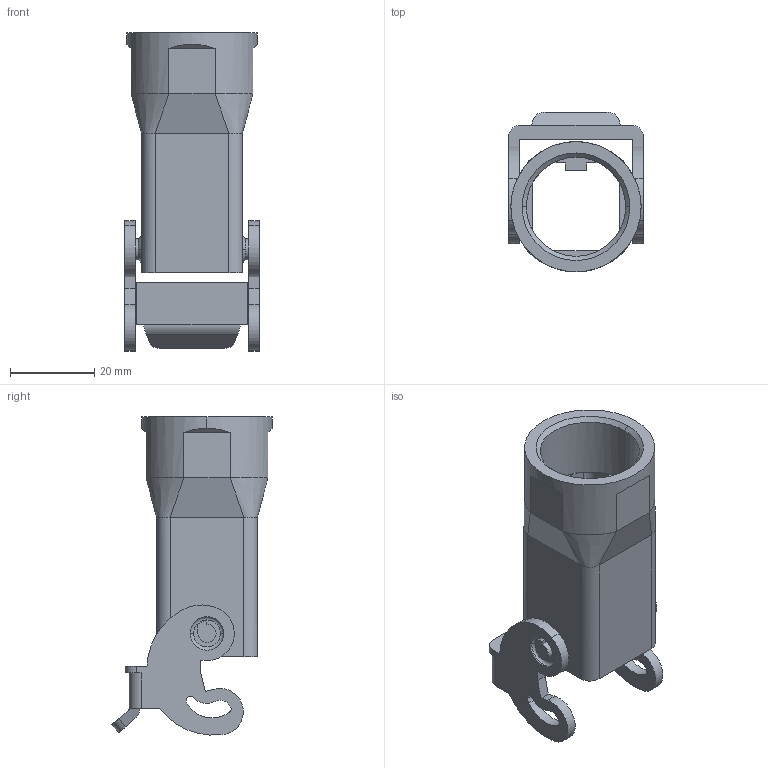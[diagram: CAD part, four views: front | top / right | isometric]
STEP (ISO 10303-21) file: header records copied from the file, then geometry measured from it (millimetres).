
FILE_DESCRIPTION(('Creo Elements/Direct Modeling STEP Export'),'2;1');
FILE_NAME('0ln7uvk5577psls2784','2020-10-14T15:39:37',(''),(''),'Creo Elements/Direct Modeling STEP processor for AP214 (Solid Model)','Creo Elements/Direct Modeling 20.1B 02-Apr-2019 (C) Parametric Technology GmbH','');
FILE_SCHEMA(('AUTOMOTIVE_DESIGN { 1 0 10303 214 1 1 1 1 }'));
Length unit declared in the file: millimetre
Products named in the file (3): MKH VG25; MKH VG25.stp
Assembly tree (2 placements, depth 3):
  MKH VG25.stp
    MKH VG25
      MKH VG25
Bounding box: 32 x 38.14 x 75.67 mm (x, y, z)
Volume: 13922.2 mm3; surface area: 14145.3 mm2
Topology: 1 solids, 1 shells, 144 faces, 393 edges, 257 vertices
Faces by surface type: plane 65, cylinder 62, cone 9, torus 4, bspline 4
Entity records: 4497 total; most frequent: CARTESIAN_POINT 893, ORIENTED_EDGE 786, DIRECTION 725, EDGE_CURVE 393, AXIS2_PLACEMENT_3D 267, VERTEX_POINT 257, VECTOR 191, LINE 191
